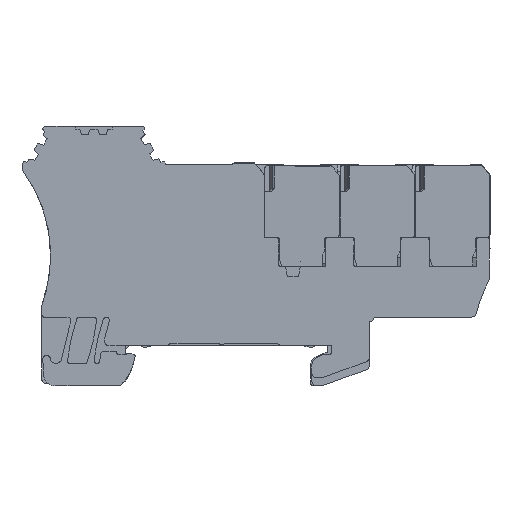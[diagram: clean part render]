
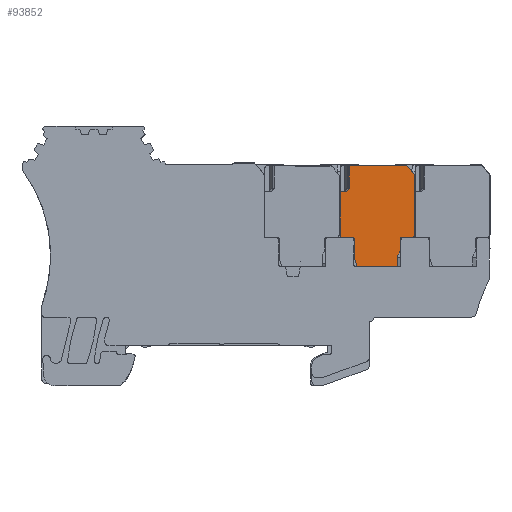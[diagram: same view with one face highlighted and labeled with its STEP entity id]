
A CAD part, left-side view. The second image highlights one B-rep face of the part: STEP entity #93852.
In plain terms, the highlighted planar face has unit normal (-1, 0, 0).
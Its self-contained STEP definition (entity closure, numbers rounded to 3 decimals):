
#92394=AXIS2_PLACEMENT_3D('Circle Axis2P3D',#92392,#92393,$) ;
#92442=AXIS2_PLACEMENT_3D('Circle Axis2P3D',#92440,#92441,$) ;
#92490=AXIS2_PLACEMENT_3D('Circle Axis2P3D',#92488,#92489,$) ;
#92538=AXIS2_PLACEMENT_3D('Circle Axis2P3D',#92536,#92537,$) ;
#93488=AXIS2_PLACEMENT_3D('Circle Axis2P3D',#93486,#93487,$) ;
#93781=AXIS2_PLACEMENT_3D('Plane Axis2P3D',#93778,#93779,#93780) ;
#93792=AXIS2_PLACEMENT_3D('Circle Axis2P3D',#93790,#93791,$) ;
#93806=AXIS2_PLACEMENT_3D('Circle Axis2P3D',#93804,#93805,$) ;
#92349=CARTESIAN_POINT('Vertex',(0.,15.55,25.45)) ;
#92352=CARTESIAN_POINT('Line Origine',(0.,15.55,24.497)) ;
#92356=CARTESIAN_POINT('Vertex',(0.,15.55,23.545)) ;
#92389=CARTESIAN_POINT('Vertex',(0.,15.25,25.75)) ;
#92392=CARTESIAN_POINT('Axis2P3D Location',(0.,15.25,25.45)) ;
#92413=CARTESIAN_POINT('Vertex',(0.,13.55,25.75)) ;
#92416=CARTESIAN_POINT('Line Origine',(0.,14.4,25.75)) ;
#92437=CARTESIAN_POINT('Vertex',(0.,13.05,26.25)) ;
#92440=CARTESIAN_POINT('Axis2P3D Location',(0.,13.55,26.25)) ;
#92461=CARTESIAN_POINT('Vertex',(0.,13.05,36.342)) ;
#92464=CARTESIAN_POINT('Line Origine',(0.,13.05,31.296)) ;
#92485=CARTESIAN_POINT('Vertex',(0.,13.167,36.663)) ;
#92488=CARTESIAN_POINT('Axis2P3D Location',(0.,13.55,36.342)) ;
#92509=CARTESIAN_POINT('Vertex',(0.,14.307,38.021)) ;
#92512=CARTESIAN_POINT('Line Origine',(0.,13.737,37.342)) ;
#92533=CARTESIAN_POINT('Vertex',(0.,14.69,38.2)) ;
#92536=CARTESIAN_POINT('Axis2P3D Location',(0.,14.69,37.7)) ;
#92636=CARTESIAN_POINT('Vertex',(0.,24.35,38.2)) ;
#92639=CARTESIAN_POINT('Line Origine',(0.,19.52,38.2)) ;
#93015=CARTESIAN_POINT('Vertex',(0.,25.95,33.7)) ;
#93048=CARTESIAN_POINT('Vertex',(0.,25.95,25.75)) ;
#93051=CARTESIAN_POINT('Line Origine',(0.,25.95,29.725)) ;
#93452=CARTESIAN_POINT('Vertex',(0.,23.8,25.75)) ;
#93455=CARTESIAN_POINT('Line Origine',(0.,24.875,25.75)) ;
#93483=CARTESIAN_POINT('Vertex',(0.,23.5,25.45)) ;
#93486=CARTESIAN_POINT('Axis2P3D Location',(0.,23.8,25.45)) ;
#93507=CARTESIAN_POINT('Vertex',(0.,23.5,22.15)) ;
#93510=CARTESIAN_POINT('Line Origine',(0.,23.5,23.8)) ;
#93527=CARTESIAN_POINT('Line Origine',(0.,23.25,21.45)) ;
#93531=CARTESIAN_POINT('Vertex',(0.,23.,20.75)) ;
#93581=CARTESIAN_POINT('Vertex',(0.,16.05,20.75)) ;
#93584=CARTESIAN_POINT('Line Origine',(0.,19.525,20.75)) ;
#93778=CARTESIAN_POINT('Axis2P3D Location',(0.,25.95,38.2)) ;
#93783=CARTESIAN_POINT('Line Origine',(0.,16.05,21.5)) ;
#93787=CARTESIAN_POINT('Vertex',(0.,16.05,22.25)) ;
#93790=CARTESIAN_POINT('Axis2P3D Location',(0.,14.95,22.25)) ;
#93794=CARTESIAN_POINT('Vertex',(0.,15.903,22.8)) ;
#93797=CARTESIAN_POINT('Line Origine',(0.,15.76,23.047)) ;
#93801=CARTESIAN_POINT('Vertex',(0.,15.617,23.295)) ;
#93804=CARTESIAN_POINT('Axis2P3D Location',(0.,16.05,23.545)) ;
#93809=CARTESIAN_POINT('Line Origine',(0.,24.35,36.213)) ;
#93813=CARTESIAN_POINT('Vertex',(0.,24.35,34.226)) ;
#93816=CARTESIAN_POINT('Line Origine',(0.,24.613,33.963)) ;
#93820=CARTESIAN_POINT('Vertex',(0.,24.876,33.7)) ;
#93823=CARTESIAN_POINT('Line Origine',(0.,25.413,33.7)) ;
#92353=DIRECTION('Vector Direction',(0.,0.,1.)) ;
#92393=DIRECTION('Axis2P3D Direction',(-1.,0.,0.)) ;
#92417=DIRECTION('Vector Direction',(0.,1.,0.)) ;
#92441=DIRECTION('Axis2P3D Direction',(-1.,0.,0.)) ;
#92465=DIRECTION('Vector Direction',(0.,0.,1.)) ;
#92489=DIRECTION('Axis2P3D Direction',(-1.,0.,0.)) ;
#92513=DIRECTION('Vector Direction',(0.,0.643,0.766)) ;
#92537=DIRECTION('Axis2P3D Direction',(-1.,0.,0.)) ;
#92640=DIRECTION('Vector Direction',(0.,1.,0.)) ;
#93052=DIRECTION('Vector Direction',(0.,0.,1.)) ;
#93456=DIRECTION('Vector Direction',(0.,-1.,0.)) ;
#93487=DIRECTION('Axis2P3D Direction',(-1.,0.,0.)) ;
#93511=DIRECTION('Vector Direction',(0.,0.,-1.)) ;
#93528=DIRECTION('Vector Direction',(0.,-0.336,-0.942)) ;
#93585=DIRECTION('Vector Direction',(0.,1.,0.)) ;
#93779=DIRECTION('Axis2P3D Direction',(-1.,0.,0.)) ;
#93780=DIRECTION('Axis2P3D XDirection',(0.,0.,-1.)) ;
#93784=DIRECTION('Vector Direction',(0.,0.,-1.)) ;
#93791=DIRECTION('Axis2P3D Direction',(-1.,0.,0.)) ;
#93798=DIRECTION('Vector Direction',(0.,0.5,-0.866)) ;
#93805=DIRECTION('Axis2P3D Direction',(-1.,0.,0.)) ;
#93810=DIRECTION('Vector Direction',(0.,0.,-1.)) ;
#93817=DIRECTION('Vector Direction',(0.,0.707,-0.707)) ;
#93824=DIRECTION('Vector Direction',(0.,1.,0.)) ;
#92354=VECTOR('Line Direction',#92353,1.) ;
#92418=VECTOR('Line Direction',#92417,1.) ;
#92466=VECTOR('Line Direction',#92465,1.) ;
#92514=VECTOR('Line Direction',#92513,1.) ;
#92641=VECTOR('Line Direction',#92640,1.) ;
#93053=VECTOR('Line Direction',#93052,1.) ;
#93457=VECTOR('Line Direction',#93456,1.) ;
#93512=VECTOR('Line Direction',#93511,1.) ;
#93529=VECTOR('Line Direction',#93528,1.) ;
#93586=VECTOR('Line Direction',#93585,1.) ;
#93785=VECTOR('Line Direction',#93784,1.) ;
#93799=VECTOR('Line Direction',#93798,1.) ;
#93811=VECTOR('Line Direction',#93810,1.) ;
#93818=VECTOR('Line Direction',#93817,1.) ;
#93825=VECTOR('Line Direction',#93824,1.) ;
#93829=ORIENTED_EDGE('',*,*,#93588,.T.) ;
#93830=ORIENTED_EDGE('',*,*,#93789,.T.) ;
#93831=ORIENTED_EDGE('',*,*,#93796,.F.) ;
#93832=ORIENTED_EDGE('',*,*,#93803,.F.) ;
#93833=ORIENTED_EDGE('',*,*,#93808,.T.) ;
#93834=ORIENTED_EDGE('',*,*,#92358,.T.) ;
#93835=ORIENTED_EDGE('',*,*,#92396,.F.) ;
#93836=ORIENTED_EDGE('',*,*,#92420,.F.) ;
#93837=ORIENTED_EDGE('',*,*,#92444,.T.) ;
#93838=ORIENTED_EDGE('',*,*,#92468,.T.) ;
#93839=ORIENTED_EDGE('',*,*,#92492,.T.) ;
#93840=ORIENTED_EDGE('',*,*,#92516,.T.) ;
#93841=ORIENTED_EDGE('',*,*,#92540,.T.) ;
#93842=ORIENTED_EDGE('',*,*,#92643,.T.) ;
#93843=ORIENTED_EDGE('',*,*,#93815,.F.) ;
#93844=ORIENTED_EDGE('',*,*,#93822,.T.) ;
#93845=ORIENTED_EDGE('',*,*,#93827,.T.) ;
#93846=ORIENTED_EDGE('',*,*,#93055,.T.) ;
#93847=ORIENTED_EDGE('',*,*,#93459,.F.) ;
#93848=ORIENTED_EDGE('',*,*,#93490,.F.) ;
#93849=ORIENTED_EDGE('',*,*,#93514,.F.) ;
#93850=ORIENTED_EDGE('',*,*,#93533,.F.) ;
#93852=ADVANCED_FACE('Brep With Voids',(#93851),#93782,.T.) ;
#92395=CIRCLE('generated circle',#92394,0.3) ;
#92443=CIRCLE('generated circle',#92442,0.5) ;
#92491=CIRCLE('generated circle',#92490,0.5) ;
#92539=CIRCLE('generated circle',#92538,0.5) ;
#93489=CIRCLE('generated circle',#93488,0.3) ;
#93793=CIRCLE('generated circle',#93792,1.1) ;
#93807=CIRCLE('generated circle',#93806,0.5) ;
#92358=EDGE_CURVE('',#92357,#92350,#92355,.T.) ;
#92396=EDGE_CURVE('',#92390,#92350,#92395,.T.) ;
#92420=EDGE_CURVE('',#92414,#92390,#92419,.T.) ;
#92444=EDGE_CURVE('',#92414,#92438,#92443,.T.) ;
#92468=EDGE_CURVE('',#92438,#92462,#92467,.T.) ;
#92492=EDGE_CURVE('',#92462,#92486,#92491,.T.) ;
#92516=EDGE_CURVE('',#92486,#92510,#92515,.T.) ;
#92540=EDGE_CURVE('',#92510,#92534,#92539,.T.) ;
#92643=EDGE_CURVE('',#92534,#92637,#92642,.T.) ;
#93055=EDGE_CURVE('',#93016,#93049,#93054,.F.) ;
#93459=EDGE_CURVE('',#93453,#93049,#93458,.F.) ;
#93490=EDGE_CURVE('',#93484,#93453,#93489,.T.) ;
#93514=EDGE_CURVE('',#93508,#93484,#93513,.F.) ;
#93533=EDGE_CURVE('',#93532,#93508,#93530,.F.) ;
#93588=EDGE_CURVE('',#93532,#93582,#93587,.F.) ;
#93789=EDGE_CURVE('',#93582,#93788,#93786,.F.) ;
#93796=EDGE_CURVE('',#93795,#93788,#93793,.T.) ;
#93803=EDGE_CURVE('',#93802,#93795,#93800,.T.) ;
#93808=EDGE_CURVE('',#93802,#92357,#93807,.T.) ;
#93815=EDGE_CURVE('',#93814,#92637,#93812,.F.) ;
#93822=EDGE_CURVE('',#93814,#93821,#93819,.T.) ;
#93827=EDGE_CURVE('',#93821,#93016,#93826,.T.) ;
#93828=EDGE_LOOP('',(#93829,#93830,#93831,#93832,#93833,#93834,#93835,#93836,#93837,#93838,#93839,#93840,#93841,#93842,#93843,#93844,#93845,#93846,#93847,#93848,#93849,#93850)) ;
#93851=FACE_OUTER_BOUND('',#93828,.T.) ;
#92355=LINE('Line',#92352,#92354) ;
#92419=LINE('Line',#92416,#92418) ;
#92467=LINE('Line',#92464,#92466) ;
#92515=LINE('Line',#92512,#92514) ;
#92642=LINE('Line',#92639,#92641) ;
#93054=LINE('Line',#93051,#93053) ;
#93458=LINE('Line',#93455,#93457) ;
#93513=LINE('Line',#93510,#93512) ;
#93530=LINE('Line',#93527,#93529) ;
#93587=LINE('Line',#93584,#93586) ;
#93786=LINE('Line',#93783,#93785) ;
#93800=LINE('Line',#93797,#93799) ;
#93812=LINE('Line',#93809,#93811) ;
#93819=LINE('Line',#93816,#93818) ;
#93826=LINE('Line',#93823,#93825) ;
#93782=PLANE('',#93781) ;
#92350=VERTEX_POINT('',#92349) ;
#92357=VERTEX_POINT('',#92356) ;
#92390=VERTEX_POINT('',#92389) ;
#92414=VERTEX_POINT('',#92413) ;
#92438=VERTEX_POINT('',#92437) ;
#92462=VERTEX_POINT('',#92461) ;
#92486=VERTEX_POINT('',#92485) ;
#92510=VERTEX_POINT('',#92509) ;
#92534=VERTEX_POINT('',#92533) ;
#92637=VERTEX_POINT('',#92636) ;
#93016=VERTEX_POINT('',#93015) ;
#93049=VERTEX_POINT('',#93048) ;
#93453=VERTEX_POINT('',#93452) ;
#93484=VERTEX_POINT('',#93483) ;
#93508=VERTEX_POINT('',#93507) ;
#93532=VERTEX_POINT('',#93531) ;
#93582=VERTEX_POINT('',#93581) ;
#93788=VERTEX_POINT('',#93787) ;
#93795=VERTEX_POINT('',#93794) ;
#93802=VERTEX_POINT('',#93801) ;
#93814=VERTEX_POINT('',#93813) ;
#93821=VERTEX_POINT('',#93820) ;
